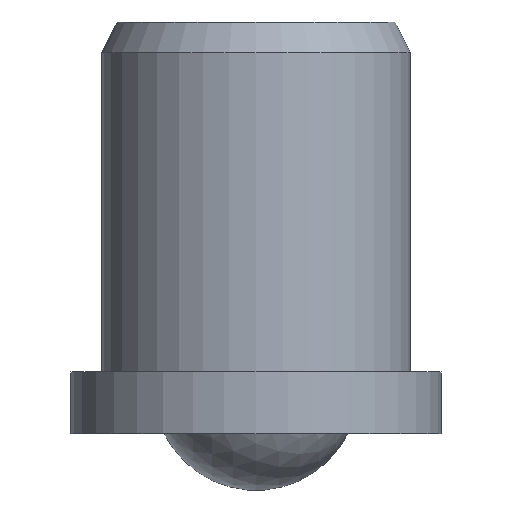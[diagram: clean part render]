
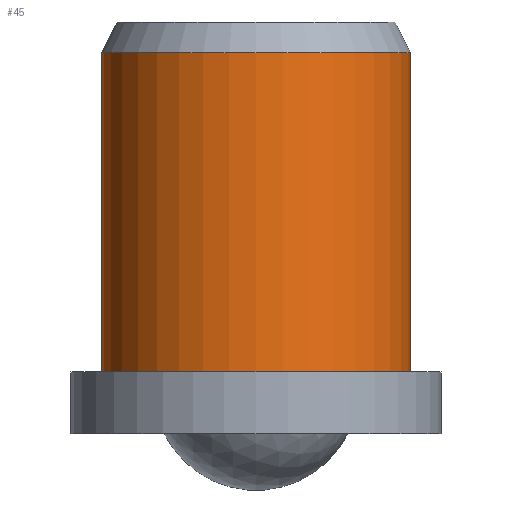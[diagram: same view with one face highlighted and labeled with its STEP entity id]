
A CAD part, front view. The second image highlights one B-rep face of the part: STEP entity #45.
In plain terms, the highlighted cylindrical face has radius 1.5 mm (diameter 3 mm), a partial arc.
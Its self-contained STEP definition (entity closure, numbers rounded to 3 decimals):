
#45=ADVANCED_FACE('',(#98),#99,.T.);
#98=FACE_OUTER_BOUND('',#160,.T.);
#99=CYLINDRICAL_SURFACE('',#161,1.5);
#160=EDGE_LOOP('',(#225,#226,#227,#228));
#161=AXIS2_PLACEMENT_3D('',#229,#230,#231);
#225=ORIENTED_EDGE('',*,*,#347,.F.);
#226=ORIENTED_EDGE('',*,*,#345,.T.);
#227=ORIENTED_EDGE('',*,*,#348,.F.);
#228=ORIENTED_EDGE('',*,*,#349,.F.);
#229=CARTESIAN_POINT('',(0.,0.0,2.7));
#230=DIRECTION('',(0.,0.0,-1.0));
#231=DIRECTION('',(1.0,0.,0.));
#345=EDGE_CURVE('',#393,#397,#399,.T.);
#347=EDGE_CURVE('',#393,#401,#402,.T.);
#348=EDGE_CURVE('',#403,#397,#404,.T.);
#349=EDGE_CURVE('',#401,#403,#405,.T.);
#393=VERTEX_POINT('',#460);
#397=VERTEX_POINT('',#465);
#399=CIRCLE('',#468,1.5);
#401=VERTEX_POINT('',#470);
#402=LINE('',#471,#472);
#403=VERTEX_POINT('',#473);
#404=LINE('',#474,#475);
#405=CIRCLE('',#476,1.5);
#460=CARTESIAN_POINT('',(1.5,0.,4.25));
#465=CARTESIAN_POINT('',(-1.5,0.,4.25));
#468=AXIS2_PLACEMENT_3D('',#540,#541,#542);
#470=CARTESIAN_POINT('',(1.5,0.,1.15));
#471=CARTESIAN_POINT('',(1.5,0.,2.7));
#472=VECTOR('',#543,1.0);
#473=CARTESIAN_POINT('',(-1.5,0.,1.15));
#474=CARTESIAN_POINT('',(-1.5,0.,2.7));
#475=VECTOR('',#544,1.0);
#476=AXIS2_PLACEMENT_3D('',#545,#546,#547);
#540=CARTESIAN_POINT('',(0.,0.0,4.25));
#541=DIRECTION('',(0.,0.0,-1.0));
#542=DIRECTION('',(1.0,0.,0.));
#543=DIRECTION('',(0.,0.0,-1.0));
#544=DIRECTION('',(0.,-0.0,1.0));
#545=CARTESIAN_POINT('',(0.,0.0,1.15));
#546=DIRECTION('',(0.,0.0,-1.0));
#547=DIRECTION('',(1.0,0.,0.));
